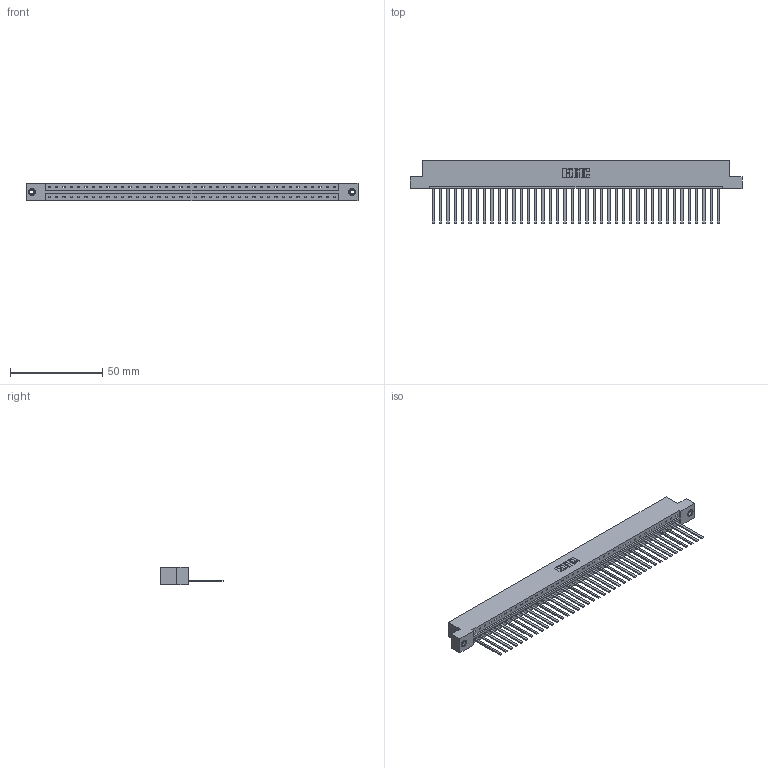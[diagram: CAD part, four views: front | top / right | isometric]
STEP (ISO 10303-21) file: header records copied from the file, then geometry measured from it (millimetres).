
FILE_DESCRIPTION (( 'STEP AP203' ), '1' );
FILE_NAME ('333-040-544-108.STEP', '2018-08-03T14:27:45', ( '' ), ( '' ), 'SwSTEP 2.0', 'SolidWorks 2016', '' );
FILE_SCHEMA (( 'CONFIG_CONTROL_DESIGN' ));
Length unit declared in the file: inch
Products named in the file (4): 333 Part_Flush - .156 Dia - TI; 345-292-001_345-293-144; 345-250-001_345-250-003-102; 333-040-544-108
Assembly tree (43 placements, depth 2):
  333-040-544-108
    333 Part_Flush - .156 Dia - TI
    345-292-001_345-293-144  x40
    345-250-001_345-250-003-102  x2
Bounding box: 180.04 x 34.3 x 9.4 mm (x, y, z)
Volume: 18556.2 mm3; surface area: 21596.6 mm2
Topology: 43 solids, 43 shells, 2254 faces, 6767 edges, 4450 vertices
Faces by surface type: plane 1622, cylinder 616, cone 12, torus 4
Entity records: 25714 total; most frequent: CARTESIAN_POINT 4417, ORIENTED_EDGE 4386, DIRECTION 3759, EDGE_CURVE 2193, VECTOR 2049, LINE 2049, VERTEX_POINT 1456, AXIS2_PLACEMENT_3D 855
